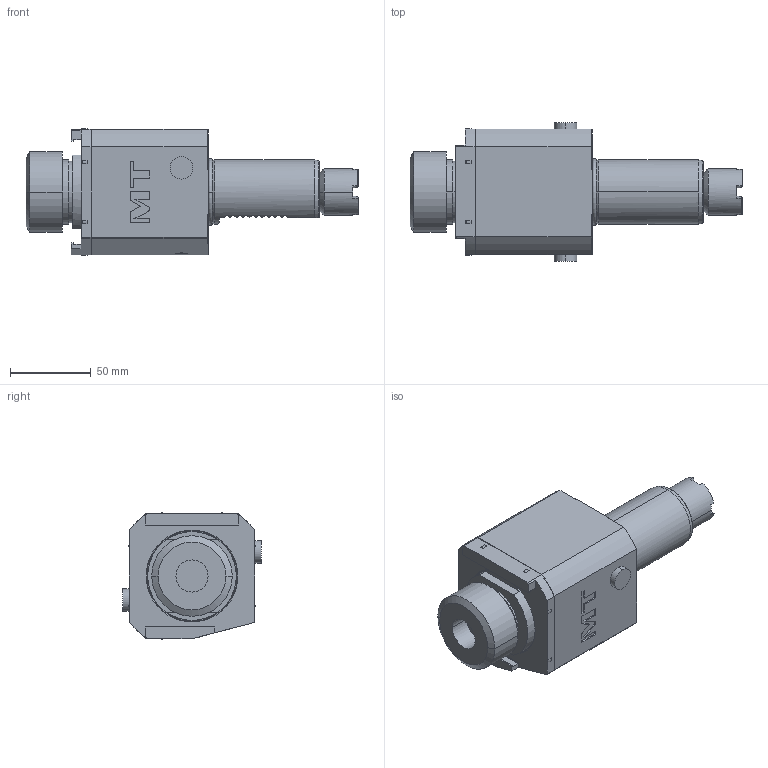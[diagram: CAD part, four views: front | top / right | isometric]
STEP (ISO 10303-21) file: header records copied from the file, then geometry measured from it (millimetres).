
FILE_DESCRIPTION((''),'2;1');
FILE_NAME('OKU1780232_CONF','2024-12-06T16:45:57',('fpalella'),('M.T. srl'),'CREO PARAMETRIC BY PTC INC, 2023352','CREO PARAMETRIC BY PTC INC, 2023352','');
FILE_SCHEMA(('CONFIG_CONTROL_DESIGN'));
Length unit declared in the file: millimetre
Products named in the file (1): OKU1780232_CONF
Bounding box: 205.96 x 86 x 78.23 mm (x, y, z)
Volume: 605467.1 mm3; surface area: 63767.8 mm2
Topology: 1 solids, 1 shells, 296 faces, 766 edges, 502 vertices
Faces by surface type: plane 163, cylinder 95, cone 18, torus 16, extrusion 4
Entity records: 9700 total; most frequent: CARTESIAN_POINT 2431, ORIENTED_EDGE 1524, DIRECTION 1453, EDGE_CURVE 762, AXIS2_PLACEMENT_3D 517, VERTEX_POINT 502, VECTOR 419, LINE 415
